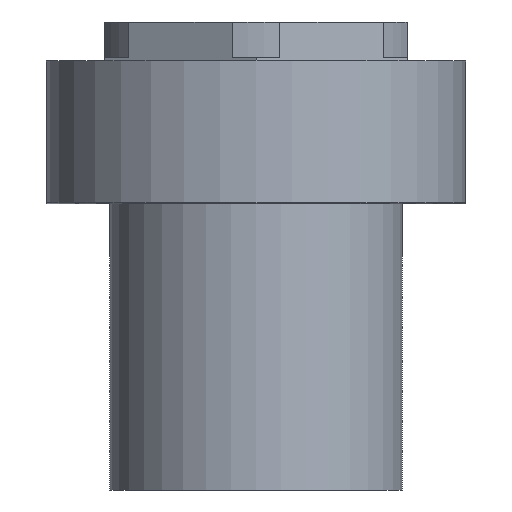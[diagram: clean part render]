
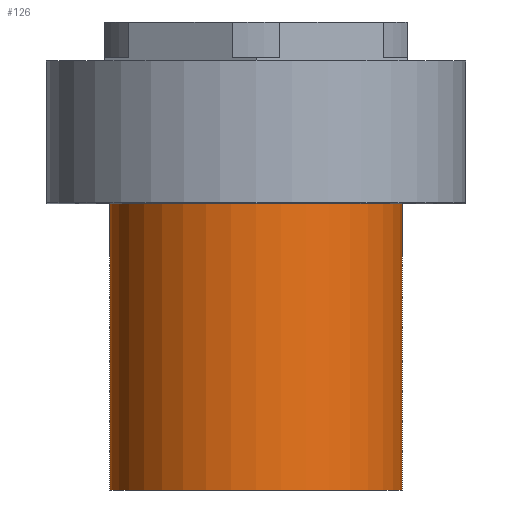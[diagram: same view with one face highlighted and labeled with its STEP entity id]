
A CAD part, front view. The second image highlights one B-rep face of the part: STEP entity #126.
In plain terms, the highlighted cylindrical face has radius 45 mm (diameter 90 mm), a partial arc.
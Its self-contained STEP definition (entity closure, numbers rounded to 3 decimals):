
#3 = CARTESIAN_POINT ( 'NONE',  ( 45., 0., 0. ) ) ;
#38 = CIRCLE ( 'NONE', #856, 45. ) ;
#89 = CARTESIAN_POINT ( 'NONE',  ( 45., 0., -56. ) ) ;
#102 = AXIS2_PLACEMENT_3D ( 'NONE', #394, #825, #1254 ) ;
#120 = DIRECTION ( 'NONE',  ( 1., 0., 0. ) ) ;
#126 = ADVANCED_FACE ( 'NONE', ( #933 ), #1362, .T. ) ;
#134 = VERTEX_POINT ( 'NONE', #286 ) ;
#164 = VECTOR ( 'NONE', #1226, 1000. ) ;
#170 = ORIENTED_EDGE ( 'NONE', *, *, #1331, .T. ) ;
#231 = VERTEX_POINT ( 'NONE', #413 ) ;
#245 = VECTOR ( 'NONE', #464, 1000. ) ;
#263 = EDGE_CURVE ( 'NONE', #134, #231, #350, .T. ) ;
#286 = CARTESIAN_POINT ( 'NONE',  ( -45., 0., -144. ) ) ;
#350 = CIRCLE ( 'NONE', #1131, 45. ) ;
#368 = LINE ( 'NONE', #798, #164 ) ;
#394 = CARTESIAN_POINT ( 'NONE',  ( 0., 0., 0. ) ) ;
#413 = CARTESIAN_POINT ( 'NONE',  ( 45., 0., -144. ) ) ;
#420 = CARTESIAN_POINT ( 'NONE',  ( 0., 0., -144. ) ) ;
#464 = DIRECTION ( 'NONE',  ( 0., 0., 1. ) ) ;
#508 = ORIENTED_EDGE ( 'NONE', *, *, #1368, .F. ) ;
#578 = VERTEX_POINT ( 'NONE', #1132 ) ;
#676 = CARTESIAN_POINT ( 'NONE',  ( 0., 0., -56. ) ) ;
#798 = CARTESIAN_POINT ( 'NONE',  ( -45., 0., 0. ) ) ;
#825 = DIRECTION ( 'NONE',  ( 0., 0., 1. ) ) ;
#855 = DIRECTION ( 'NONE',  ( 0., 0., 1. ) ) ;
#856 = AXIS2_PLACEMENT_3D ( 'NONE', #676, #1104, #120 ) ;
#933 = FACE_OUTER_BOUND ( 'NONE', #1222, .T. ) ;
#999 = LINE ( 'NONE', #3, #245 ) ;
#1042 = ORIENTED_EDGE ( 'NONE', *, *, #263, .T. ) ;
#1104 = DIRECTION ( 'NONE',  ( 0., 0., 1. ) ) ;
#1131 = AXIS2_PLACEMENT_3D ( 'NONE', #420, #855, #1280 ) ;
#1132 = CARTESIAN_POINT ( 'NONE',  ( -45., 0., -56. ) ) ;
#1148 = ORIENTED_EDGE ( 'NONE', *, *, #1311, .F. ) ;
#1215 = VERTEX_POINT ( 'NONE', #89 ) ;
#1222 = EDGE_LOOP ( 'NONE', ( #508, #1042, #170, #1148 ) ) ;
#1226 = DIRECTION ( 'NONE',  ( 0., 0., 1. ) ) ;
#1254 = DIRECTION ( 'NONE',  ( 1., 0., 0. ) ) ;
#1280 = DIRECTION ( 'NONE',  ( 1., 0., 0. ) ) ;
#1311 = EDGE_CURVE ( 'NONE', #578, #1215, #38, .T. ) ;
#1331 = EDGE_CURVE ( 'NONE', #231, #1215, #999, .T. ) ;
#1362 = CYLINDRICAL_SURFACE ( 'NONE', #102, 45. ) ;
#1368 = EDGE_CURVE ( 'NONE', #134, #578, #368, .T. ) ;
